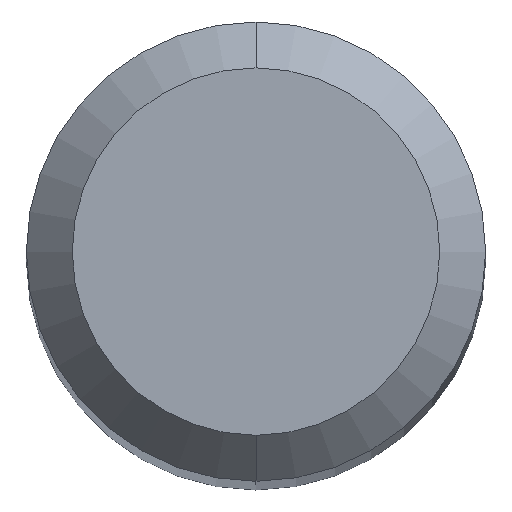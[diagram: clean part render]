
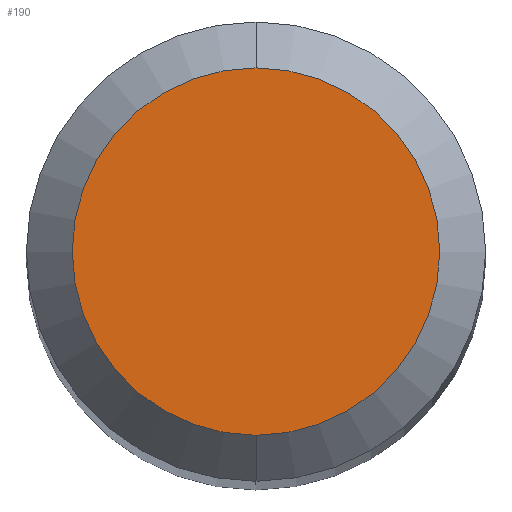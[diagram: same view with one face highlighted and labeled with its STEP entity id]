
A CAD part, top view. The second image highlights one B-rep face of the part: STEP entity #190.
In plain terms, the highlighted planar face has unit normal (0, 0, 1).
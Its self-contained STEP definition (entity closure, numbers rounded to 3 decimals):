
#7 = EDGE_LOOP ( 'NONE', ( #369, #56 ) ) ;
#15 = CARTESIAN_POINT ( 'NONE',  ( 0., 0., 38. ) ) ;
#17 = FACE_OUTER_BOUND ( 'NONE', #7, .T. ) ;
#22 = CARTESIAN_POINT ( 'NONE',  ( 0., 0., 38. ) ) ;
#56 = ORIENTED_EDGE ( 'NONE', *, *, #256, .F. ) ;
#119 = EDGE_CURVE ( 'NONE', #185, #436, #128, .T. ) ;
#123 = DIRECTION ( 'NONE',  ( 0., 0., -1. ) ) ;
#128 = CIRCLE ( 'NONE', #362, 1.2 ) ;
#153 = CARTESIAN_POINT ( 'NONE',  ( 0., 0., 38. ) ) ;
#172 = CARTESIAN_POINT ( 'NONE',  ( 0., -1.2, 38. ) ) ;
#185 = VERTEX_POINT ( 'NONE', #356 ) ;
#190 = ADVANCED_FACE ( 'NONE', ( #17 ), #198, .F. ) ;
#198 = PLANE ( 'NONE',  #221 ) ;
#221 = AXIS2_PLACEMENT_3D ( 'NONE', #153, #123, #328 ) ;
#256 = EDGE_CURVE ( 'NONE', #436, #185, #332, .T. ) ;
#260 = DIRECTION ( 'NONE',  ( 0., 1., 0. ) ) ;
#320 = DIRECTION ( 'NONE',  ( 0., 1., 0. ) ) ;
#328 = DIRECTION ( 'NONE',  ( 0., 1., 0. ) ) ;
#329 = DIRECTION ( 'NONE',  ( 0., 0., -1. ) ) ;
#332 = CIRCLE ( 'NONE', #348, 1.2 ) ;
#348 = AXIS2_PLACEMENT_3D ( 'NONE', #22, #329, #260 ) ;
#354 = DIRECTION ( 'NONE',  ( 0., 0., -1. ) ) ;
#356 = CARTESIAN_POINT ( 'NONE',  ( 0., 1.2, 38. ) ) ;
#362 = AXIS2_PLACEMENT_3D ( 'NONE', #15, #354, #320 ) ;
#369 = ORIENTED_EDGE ( 'NONE', *, *, #119, .F. ) ;
#436 = VERTEX_POINT ( 'NONE', #172 ) ;
